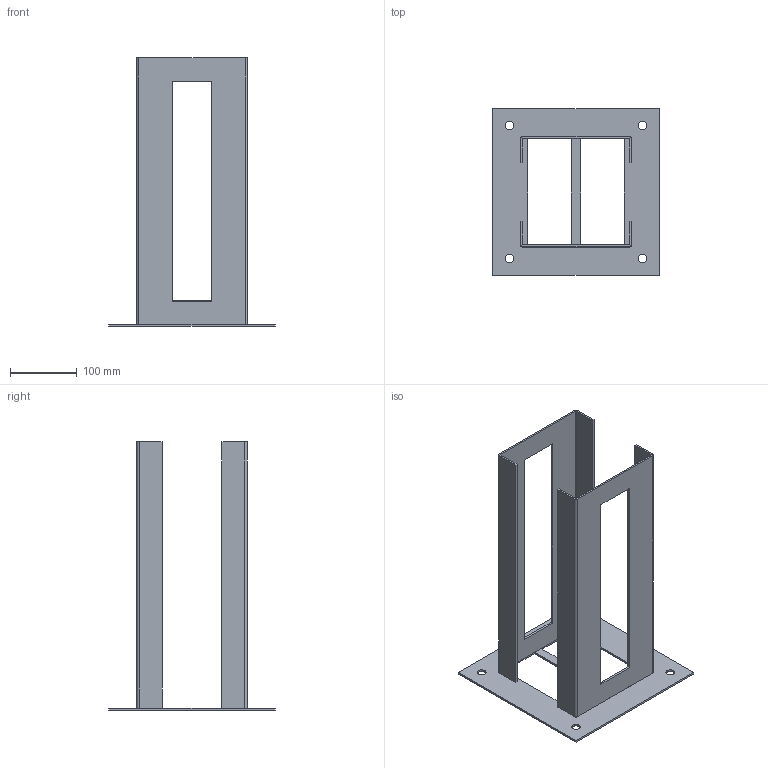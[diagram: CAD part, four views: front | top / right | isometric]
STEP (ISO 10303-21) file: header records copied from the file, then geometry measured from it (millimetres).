
FILE_DESCRIPTION (( 'STEP AP214' ), '1' );
FILE_NAME ('6290436.stp', '2016-06-29T13:18:22', ( '' ), ( '' ), 'SwSTEP 2.0', 'SolidWorks 2014', '' );
FILE_SCHEMA (( 'AUTOMOTIVE_DESIGN' ));
Length unit declared in the file: millimetre
Products named in the file (3): 6290436; 075541_Standard; 075542_Standard
Assembly tree (3 placements, depth 2):
  6290436
    075542_Standard
    075541_Standard  x2
Bounding box: 250 x 250 x 403.5 mm (x, y, z)
Volume: 566243.2 mm3; surface area: 396026.3 mm2
Topology: 3 solids, 3 shells, 74 faces, 172 edges, 104 vertices
Faces by surface type: plane 58, cylinder 16
Entity records: 1522 total; most frequent: DIRECTION 248, CARTESIAN_POINT 242, ORIENTED_EDGE 232, EDGE_CURVE 116, LINE 92, VECTOR 92, AXIS2_PLACEMENT_3D 78, VERTEX_POINT 72
